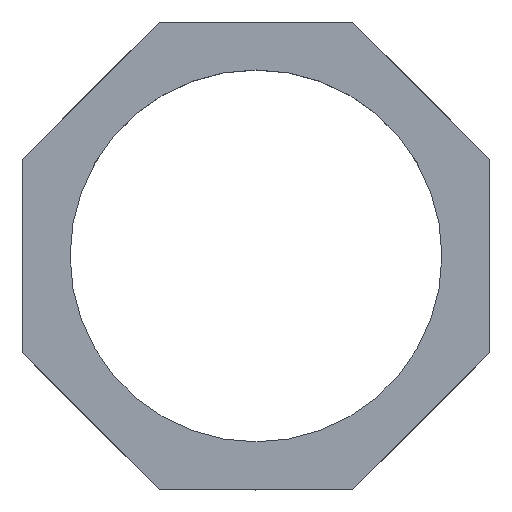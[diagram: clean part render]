
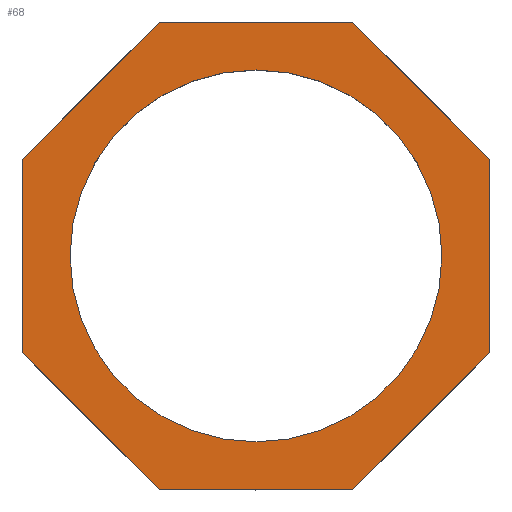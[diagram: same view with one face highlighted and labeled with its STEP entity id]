
A CAD part, top view. The second image highlights one B-rep face of the part: STEP entity #68.
In plain terms, the highlighted planar face has unit normal (0, 0, 1).
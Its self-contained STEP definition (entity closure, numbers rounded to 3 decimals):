
#6 = ORIENTED_EDGE ( 'NONE', *, *, #7, .T. ) ;
#7 = EDGE_CURVE ( 'NONE', #134, #135, #392, .T. ) ;
#8 = ORIENTED_EDGE ( 'NONE', *, *, #9, .T. ) ;
#9 = EDGE_CURVE ( 'NONE', #135, #10, #388, .T. ) ;
#10 = VERTEX_POINT ( 'NONE', #275 ) ;
#15 = EDGE_LOOP ( 'NONE', ( #81, #6, #8, #17, #20, #43, #77, #79 ) ) ;
#16 = VERTEX_POINT ( 'NONE', #274 ) ;
#17 = ORIENTED_EDGE ( 'NONE', *, *, #18, .T. ) ;
#18 = EDGE_CURVE ( 'NONE', #10, #19, #273, .T. ) ;
#19 = VERTEX_POINT ( 'NONE', #260 ) ;
#20 = ORIENTED_EDGE ( 'NONE', *, *, #21, .T. ) ;
#21 = EDGE_CURVE ( 'NONE', #19, #42, #259, .T. ) ;
#28 = VERTEX_POINT ( 'NONE', #328 ) ;
#29 = VERTEX_POINT ( 'NONE', #329 ) ;
#42 = VERTEX_POINT ( 'NONE', #215 ) ;
#43 = ORIENTED_EDGE ( 'NONE', *, *, #44, .T. ) ;
#44 = EDGE_CURVE ( 'NONE', #42, #45, #212, .T. ) ;
#45 = VERTEX_POINT ( 'NONE', #208 ) ;
#46 = VERTEX_POINT ( 'NONE', #207 ) ;
#68 = ADVANCED_FACE ( 'NONE', ( #247, #246 ), #243, .F. ) ;
#69 = EDGE_LOOP ( 'NONE', ( #70, #72 ) ) ;
#70 = ORIENTED_EDGE ( 'NONE', *, *, #71, .F. ) ;
#71 = EDGE_CURVE ( 'NONE', #29, #28, #229, .T. ) ;
#72 = ORIENTED_EDGE ( 'NONE', *, *, #137, .F. ) ;
#77 = ORIENTED_EDGE ( 'NONE', *, *, #78, .T. ) ;
#78 = EDGE_CURVE ( 'NONE', #45, #46, #292, .T. ) ;
#79 = ORIENTED_EDGE ( 'NONE', *, *, #80, .T. ) ;
#80 = EDGE_CURVE ( 'NONE', #46, #16, #288, .T. ) ;
#81 = ORIENTED_EDGE ( 'NONE', *, *, #133, .T. ) ;
#133 = EDGE_CURVE ( 'NONE', #16, #134, #424, .T. ) ;
#134 = VERTEX_POINT ( 'NONE', #420 ) ;
#135 = VERTEX_POINT ( 'NONE', #465 ) ;
#137 = EDGE_CURVE ( 'NONE', #28, #29, #463, .T. ) ;
#207 = CARTESIAN_POINT ( 'NONE',  ( 15.533, 37.5, 7. ) ) ;
#208 = CARTESIAN_POINT ( 'NONE',  ( 37.5, 15.533, 7. ) ) ;
#209 = DIRECTION ( 'NONE',  ( 0., 1., 0. ) ) ;
#210 = VECTOR ( 'NONE', #209, 1000. ) ;
#211 = CARTESIAN_POINT ( 'NONE',  ( 37.5, -15.533, 7. ) ) ;
#212 = LINE ( 'NONE', #211, #210 ) ;
#215 = CARTESIAN_POINT ( 'NONE',  ( 37.5, -15.533, 7. ) ) ;
#229 = CIRCLE ( 'NONE', #234, 29.807 ) ;
#230 = DIRECTION ( 'NONE',  ( -1., 0., 0. ) ) ;
#231 = DIRECTION ( 'NONE',  ( 0., 0., -1. ) ) ;
#232 = CARTESIAN_POINT ( 'NONE',  ( 0., 43.301, 7. ) ) ;
#233 = AXIS2_PLACEMENT_3D ( 'NONE', #232, #231, #230 ) ;
#234 = AXIS2_PLACEMENT_3D ( 'NONE', #306, #305, #304 ) ;
#243 = PLANE ( 'NONE',  #233 ) ;
#246 = FACE_OUTER_BOUND ( 'NONE', #15, .T. ) ;
#247 = FACE_BOUND ( 'NONE', #69, .T. ) ;
#256 = DIRECTION ( 'NONE',  ( 0.707, 0.707, 0. ) ) ;
#257 = VECTOR ( 'NONE', #256, 1000. ) ;
#258 = CARTESIAN_POINT ( 'NONE',  ( 15.533, -37.5, 7. ) ) ;
#259 = LINE ( 'NONE', #258, #257 ) ;
#260 = CARTESIAN_POINT ( 'NONE',  ( 15.533, -37.5, 7. ) ) ;
#261 = DIRECTION ( 'NONE',  ( 1., 0., 0. ) ) ;
#262 = VECTOR ( 'NONE', #261, 1000. ) ;
#263 = CARTESIAN_POINT ( 'NONE',  ( -15.533, -37.5, 7. ) ) ;
#273 = LINE ( 'NONE', #263, #262 ) ;
#274 = CARTESIAN_POINT ( 'NONE',  ( -15.533, 37.5, 7. ) ) ;
#275 = CARTESIAN_POINT ( 'NONE',  ( -15.533, -37.5, 7. ) ) ;
#276 = DIRECTION ( 'NONE',  ( 0.707, -0.707, 0. ) ) ;
#277 = VECTOR ( 'NONE', #276, 1000. ) ;
#285 = DIRECTION ( 'NONE',  ( -1., 0., 0. ) ) ;
#286 = VECTOR ( 'NONE', #285, 1000. ) ;
#287 = CARTESIAN_POINT ( 'NONE',  ( 15.533, 37.5, 7. ) ) ;
#288 = LINE ( 'NONE', #287, #286 ) ;
#289 = DIRECTION ( 'NONE',  ( -0.707, 0.707, 0. ) ) ;
#290 = VECTOR ( 'NONE', #289, 1000. ) ;
#291 = CARTESIAN_POINT ( 'NONE',  ( 37.5, 15.533, 7. ) ) ;
#292 = LINE ( 'NONE', #291, #290 ) ;
#304 = DIRECTION ( 'NONE',  ( 1., 0., 0. ) ) ;
#305 = DIRECTION ( 'NONE',  ( 0., 0., 1. ) ) ;
#306 = CARTESIAN_POINT ( 'NONE',  ( 0., 0., 7. ) ) ;
#328 = CARTESIAN_POINT ( 'NONE',  ( -29.807, 0., 7. ) ) ;
#329 = CARTESIAN_POINT ( 'NONE',  ( 29.807, 0., 7. ) ) ;
#387 = CARTESIAN_POINT ( 'NONE',  ( -37.5, -15.533, 7. ) ) ;
#388 = LINE ( 'NONE', #387, #277 ) ;
#389 = DIRECTION ( 'NONE',  ( 0., -1., 0. ) ) ;
#390 = VECTOR ( 'NONE', #389, 1000. ) ;
#391 = CARTESIAN_POINT ( 'NONE',  ( -37.5, 15.533, 7. ) ) ;
#392 = LINE ( 'NONE', #391, #390 ) ;
#420 = CARTESIAN_POINT ( 'NONE',  ( -37.5, 15.533, 7. ) ) ;
#421 = DIRECTION ( 'NONE',  ( -0.707, -0.707, 0. ) ) ;
#422 = VECTOR ( 'NONE', #421, 1000. ) ;
#423 = CARTESIAN_POINT ( 'NONE',  ( -15.533, 37.5, 7. ) ) ;
#424 = LINE ( 'NONE', #423, #422 ) ;
#459 = DIRECTION ( 'NONE',  ( 1., 0., 0. ) ) ;
#460 = DIRECTION ( 'NONE',  ( 0., 0., 1. ) ) ;
#461 = CARTESIAN_POINT ( 'NONE',  ( 0., 0., 7. ) ) ;
#462 = AXIS2_PLACEMENT_3D ( 'NONE', #461, #460, #459 ) ;
#463 = CIRCLE ( 'NONE', #462, 29.807 ) ;
#465 = CARTESIAN_POINT ( 'NONE',  ( -37.5, -15.533, 7. ) ) ;
